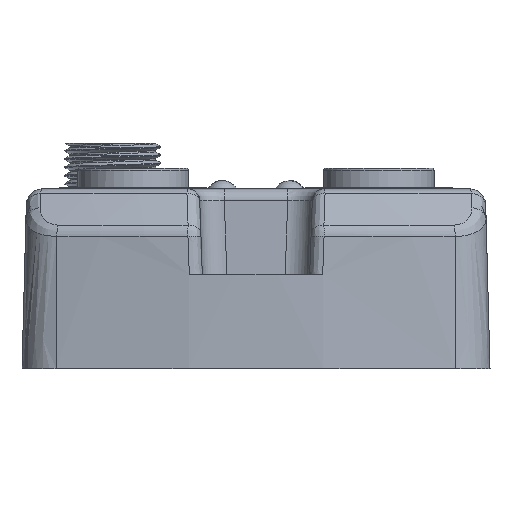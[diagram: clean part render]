
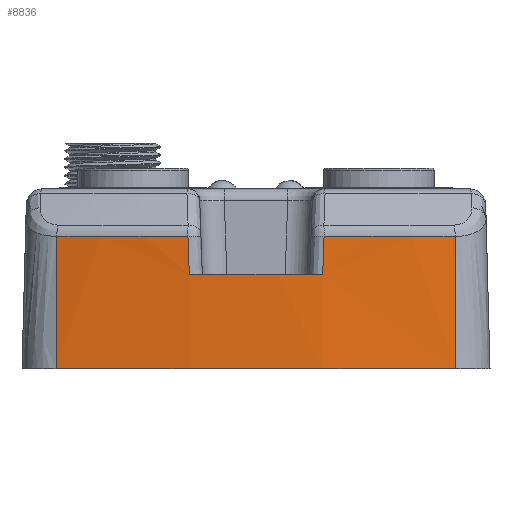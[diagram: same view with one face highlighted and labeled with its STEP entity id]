
A CAD part, front view. The second image highlights one B-rep face of the part: STEP entity #8836.
In plain terms, the highlighted conical face has half-angle 1.5 degrees and reference radius 137.307 mm.
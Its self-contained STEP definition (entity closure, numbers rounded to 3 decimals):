
#6776=CONICAL_SURFACE('',#28035,137.307,1.5);
#7195=B_SPLINE_CURVE_WITH_KNOTS('',3,(#37865,#37866,#37867,#37868,#37869,
#37870),.UNSPECIFIED.,.F.,.F.,(4,2,4),(0.,0.47,1.),
 .UNSPECIFIED.);
#7197=B_SPLINE_CURVE_WITH_KNOTS('',3,(#37904,#37905,#37906,#37907,#37908,
#37909),.UNSPECIFIED.,.F.,.F.,(4,2,4),(0.,0.645,1.),
 .UNSPECIFIED.);
#7921=FACE_OUTER_BOUND('',#12848,.T.);
#8836=ADVANCED_FACE('',(#7921),#6776,.T.);
#10707=CIRCLE('',#28022,136.976);
#10708=CIRCLE('',#28024,136.976);
#10711=CIRCLE('',#28028,137.098);
#10713=CIRCLE('',#28034,137.399);
#12848=EDGE_LOOP('',(#15293,#15294,#15295,#15296,#15297,#15298,#15299,#15300));
#15293=ORIENTED_EDGE('',*,*,#22701,.T.);
#15294=ORIENTED_EDGE('',*,*,#22700,.T.);
#15295=ORIENTED_EDGE('',*,*,#22721,.T.);
#15296=ORIENTED_EDGE('',*,*,#22723,.F.);
#15297=ORIENTED_EDGE('',*,*,#22709,.T.);
#15298=ORIENTED_EDGE('',*,*,#22699,.T.);
#15299=ORIENTED_EDGE('',*,*,#22697,.T.);
#15300=ORIENTED_EDGE('',*,*,#22707,.F.);
#20552=VERTEX_POINT('',#37461);
#20556=VERTEX_POINT('',#37505);
#20564=VERTEX_POINT('',#37554);
#20578=VERTEX_POINT('',#37816);
#20579=VERTEX_POINT('',#37871);
#20580=VERTEX_POINT('',#37910);
#20586=VERTEX_POINT('',#37964);
#20592=VERTEX_POINT('',#38410);
#22697=EDGE_CURVE('',#20552,#20579,#7195,.T.);
#22699=EDGE_CURVE('',#20564,#20552,#10707,.T.);
#22700=EDGE_CURVE('',#20556,#20578,#10708,.T.);
#22701=EDGE_CURVE('',#20580,#20556,#7197,.T.);
#22707=EDGE_CURVE('',#20580,#20579,#10711,.T.);
#22709=EDGE_CURVE('',#20586,#20564,#25424,.T.);
#22721=EDGE_CURVE('',#20578,#20592,#25429,.T.);
#22723=EDGE_CURVE('',#20586,#20592,#10713,.T.);
#25424=LINE('',#37963,#26732);
#25429=LINE('',#38409,#26737);
#26732=VECTOR('',#31007,1.);
#26737=VECTOR('',#31020,1.);
#28022=AXIS2_PLACEMENT_3D('',#37900,#30989,#30990);
#28024=AXIS2_PLACEMENT_3D('',#37902,#30993,#30994);
#28028=AXIS2_PLACEMENT_3D('',#37947,#31003,#31004);
#28034=AXIS2_PLACEMENT_3D('',#38531,#31021,#31022);
#28035=AXIS2_PLACEMENT_3D('',#38532,#31023,#31024);
#30989=DIRECTION('',(0.,0.,-1.));
#30990=DIRECTION('',(1.,0.,0.));
#30993=DIRECTION('',(0.,0.,-1.));
#30994=DIRECTION('',(1.,0.,0.));
#31003=DIRECTION('',(0.,0.,1.));
#31004=DIRECTION('',(-1.,0.,0.));
#31007=DIRECTION('',(-0.005,0.026,1.));
#31020=DIRECTION('',(-0.005,-0.026,-1.));
#31021=DIRECTION('',(0.,0.,-1.));
#31022=DIRECTION('',(-1.,0.,0.));
#31023=DIRECTION('',(0.,0.,-1.));
#31024=DIRECTION('',(1.,0.,0.));
#37461=CARTESIAN_POINT('',(119.814,70.311,-3.851));
#37505=CARTESIAN_POINT('',(103.186,70.311,-3.851));
#37554=CARTESIAN_POINT('',(135.83,72.236,-3.851));
#37816=CARTESIAN_POINT('',(87.17,72.236,-3.851));
#37865=CARTESIAN_POINT('',(119.814,70.311,-3.851));
#37866=CARTESIAN_POINT('',(119.788,70.29,-4.579));
#37867=CARTESIAN_POINT('',(119.762,70.269,-5.307));
#37868=CARTESIAN_POINT('',(119.708,70.225,-6.857));
#37869=CARTESIAN_POINT('',(119.678,70.202,-7.678));
#37870=CARTESIAN_POINT('',(119.649,70.179,-8.5));
#37871=CARTESIAN_POINT('',(119.649,70.179,-8.5));
#37900=CARTESIAN_POINT('',(111.5,207.034,-3.851));
#37902=CARTESIAN_POINT('',(111.5,207.034,-3.851));
#37904=CARTESIAN_POINT('',(103.351,70.179,-8.5));
#37905=CARTESIAN_POINT('',(103.315,70.207,-7.501));
#37906=CARTESIAN_POINT('',(103.28,70.235,-6.502));
#37907=CARTESIAN_POINT('',(103.225,70.279,-4.952));
#37908=CARTESIAN_POINT('',(103.206,70.295,-4.402));
#37909=CARTESIAN_POINT('',(103.186,70.311,-3.851));
#37910=CARTESIAN_POINT('',(103.351,70.179,-8.5));
#37947=CARTESIAN_POINT('',(111.5,207.034,-8.5));
#37963=CARTESIAN_POINT('',(135.889,71.91,-16.5));
#37964=CARTESIAN_POINT('',(135.905,71.82,-20.));
#38409=CARTESIAN_POINT('',(87.111,71.91,-16.5));
#38410=CARTESIAN_POINT('',(87.095,71.82,-20.));
#38531=CARTESIAN_POINT('',(111.5,207.034,-20.));
#38532=CARTESIAN_POINT('',(111.5,207.034,-16.5));
